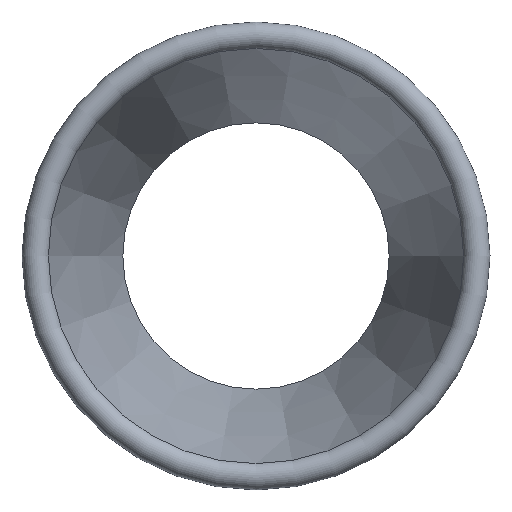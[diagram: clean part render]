
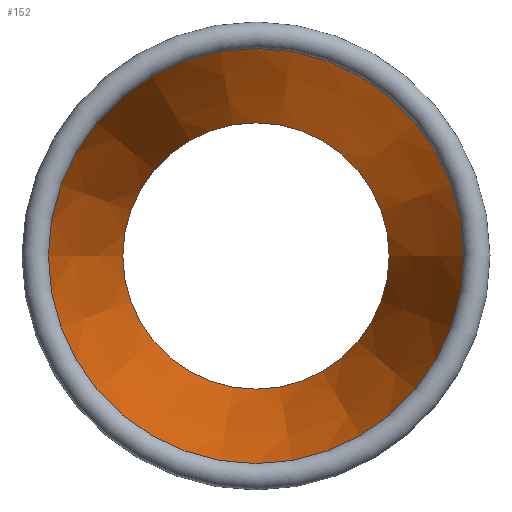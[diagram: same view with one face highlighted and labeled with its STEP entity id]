
A CAD part, left-side view. The second image highlights one B-rep face of the part: STEP entity #152.
In plain terms, the highlighted conical face has half-angle 15 degrees and reference radius 19.109 mm.
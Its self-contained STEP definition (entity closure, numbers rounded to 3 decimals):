
#21 = EDGE_CURVE('',#22,#22,#24,.T.);
#22 = VERTEX_POINT('',#23);
#23 = CARTESIAN_POINT('',(0.,19.109,0.));
#24 = CIRCLE('',#25,19.109);
#25 = AXIS2_PLACEMENT_3D('',#26,#27,#28);
#26 = CARTESIAN_POINT('',(0.,0.,0.));
#27 = DIRECTION('',(1.,0.,0.));
#28 = DIRECTION('',(0.,1.,0.));
#132 = VERTEX_POINT('',#133);
#133 = CARTESIAN_POINT('',(-39.855,29.788,0.));
#140 = EDGE_CURVE('',#132,#132,#141,.T.);
#141 = CIRCLE('',#142,29.788);
#142 = AXIS2_PLACEMENT_3D('',#143,#144,#145);
#143 = CARTESIAN_POINT('',(-39.855,0.,0.));
#144 = DIRECTION('',(1.,0.,0.));
#145 = DIRECTION('',(0.,1.,0.));
#152 = ADVANCED_FACE('',(#153),#164,.F.);
#153 = FACE_BOUND('',#154,.T.);
#154 = EDGE_LOOP('',(#155,#156,#162,#163));
#155 = ORIENTED_EDGE('',*,*,#21,.T.);
#156 = ORIENTED_EDGE('',*,*,#157,.T.);
#157 = EDGE_CURVE('',#22,#132,#158,.T.);
#158 = LINE('',#159,#160);
#159 = CARTESIAN_POINT('',(0.,19.109,0.));
#160 = VECTOR('',#161,1.);
#161 = DIRECTION('',(-0.966,0.259,0.)
  );
#162 = ORIENTED_EDGE('',*,*,#140,.F.);
#163 = ORIENTED_EDGE('',*,*,#157,.F.);
#164 = CONICAL_SURFACE('',#165,19.109,0.262);
#165 = AXIS2_PLACEMENT_3D('',#166,#167,#168);
#166 = CARTESIAN_POINT('',(0.,0.,0.));
#167 = DIRECTION('',(-1.,-0.,-0.));
#168 = DIRECTION('',(0.,1.,0.));
